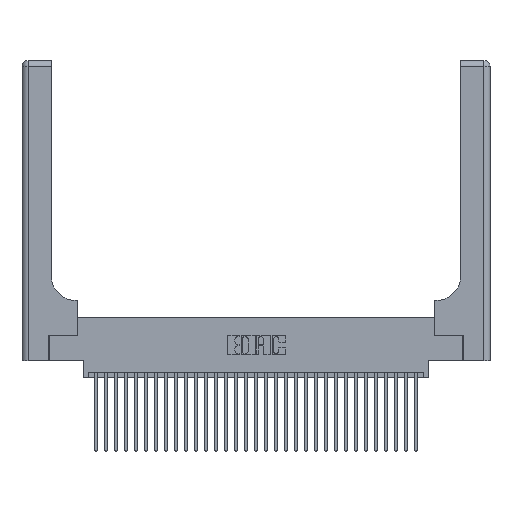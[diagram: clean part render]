
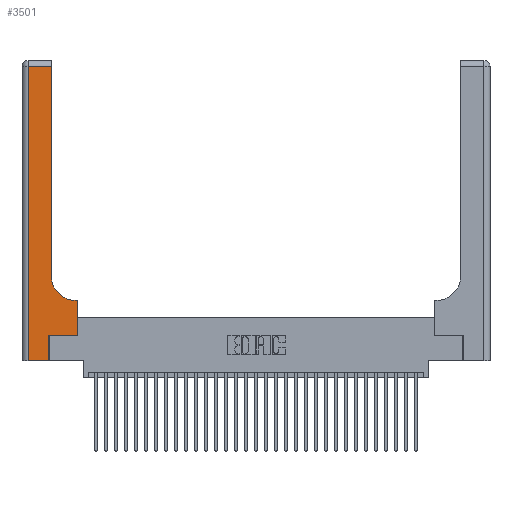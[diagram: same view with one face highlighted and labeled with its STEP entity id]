
A CAD part, top view. The second image highlights one B-rep face of the part: STEP entity #3501.
In plain terms, the highlighted planar face has unit normal (0, 0, 1).
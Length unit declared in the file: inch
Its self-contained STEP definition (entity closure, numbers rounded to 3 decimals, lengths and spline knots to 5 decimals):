
#485 = CIRCLE ( 'NONE', #15157, 0.25 ) ;
#543 = PLANE ( 'NONE',  #28741 ) ;
#769 = CARTESIAN_POINT ( 'NONE',  ( 0.5585, 0.25, 0.37 ) ) ;
#1192 = ORIENTED_EDGE ( 'NONE', *, *, #25848, .T. ) ;
#1273 = EDGE_LOOP ( 'NONE', ( #24414, #20138, #3807, #32166, #6539, #11924, #1192, #11425, #14982 ) ) ;
#1544 = LINE ( 'NONE', #12021, #27394 ) ;
#1683 = CARTESIAN_POINT ( 'NONE',  ( 0.269, 0.25, 0.37 ) ) ;
#2133 = CARTESIAN_POINT ( 'NONE',  ( 0.06, 0., 0.37 ) ) ;
#2537 = EDGE_CURVE ( 'NONE', #7251, #13397, #13331, .T. ) ;
#3260 = EDGE_CURVE ( 'NONE', #6116, #30775, #1544, .T. ) ;
#3501 = ADVANCED_FACE ( 'NONE', ( #23063 ), #543, .F. ) ;
#3807 = ORIENTED_EDGE ( 'NONE', *, *, #20392, .T. ) ;
#4207 = LINE ( 'NONE', #12190, #20268 ) ;
#4640 = DIRECTION ( 'NONE',  ( 0., 1., 0. ) ) ;
#5538 = CARTESIAN_POINT ( 'NONE',  ( 0.269, 0., 0.37 ) ) ;
#5697 = CARTESIAN_POINT ( 'NONE',  ( 0.2915, 0.85, 0.37 ) ) ;
#5893 = EDGE_CURVE ( 'NONE', #30775, #7251, #17399, .T. ) ;
#6116 = VERTEX_POINT ( 'NONE', #2133 ) ;
#6166 = CARTESIAN_POINT ( 'NONE',  ( 0., 2.94, 0.37 ) ) ;
#6180 = VECTOR ( 'NONE', #20243, 39.37008 ) ;
#6539 = ORIENTED_EDGE ( 'NONE', *, *, #5893, .T. ) ;
#7251 = VERTEX_POINT ( 'NONE', #8490 ) ;
#7948 = EDGE_CURVE ( 'NONE', #21239, #25629, #485, .T. ) ;
#8072 = DIRECTION ( 'NONE',  ( -1., 0., 0. ) ) ;
#8490 = CARTESIAN_POINT ( 'NONE',  ( 0.269, 0.25, 0.37 ) ) ;
#9202 = CARTESIAN_POINT ( 'NONE',  ( 0.2915, 2.94, 0.37 ) ) ;
#9937 = EDGE_CURVE ( 'NONE', #23314, #21239, #26179, .T. ) ;
#10474 = CARTESIAN_POINT ( 'NONE',  ( 0.2915, 0.6, 0.37 ) ) ;
#10799 = CARTESIAN_POINT ( 'NONE',  ( 0., 3., 0.37 ) ) ;
#11335 = DIRECTION ( 'NONE',  ( 0., 1., 0. ) ) ;
#11425 = ORIENTED_EDGE ( 'NONE', *, *, #9937, .T. ) ;
#11924 = ORIENTED_EDGE ( 'NONE', *, *, #2537, .T. ) ;
#12021 = CARTESIAN_POINT ( 'NONE',  ( 0., 0., 0.37 ) ) ;
#12190 = CARTESIAN_POINT ( 'NONE',  ( 0.5585, 0.25, 0.37 ) ) ;
#12809 = LINE ( 'NONE', #18780, #29313 ) ;
#13331 = LINE ( 'NONE', #1683, #27830 ) ;
#13379 = DIRECTION ( 'NONE',  ( 0., 1., 0. ) ) ;
#13397 = VERTEX_POINT ( 'NONE', #769 ) ;
#13933 = CARTESIAN_POINT ( 'NONE',  ( 0.5415, 0.85, 0.37 ) ) ;
#14300 = LINE ( 'NONE', #22230, #15452 ) ;
#14885 = DIRECTION ( 'NONE',  ( 0., -1., 0. ) ) ;
#14982 = ORIENTED_EDGE ( 'NONE', *, *, #7948, .T. ) ;
#15157 = AXIS2_PLACEMENT_3D ( 'NONE', #13933, #26751, #26533 ) ;
#15452 = VECTOR ( 'NONE', #14885, 39.37008 ) ;
#16137 = CARTESIAN_POINT ( 'NONE',  ( 0.5585, 0.6, 0.37 ) ) ;
#16826 = VERTEX_POINT ( 'NONE', #23502 ) ;
#16921 = CARTESIAN_POINT ( 'NONE',  ( 0.269, 0., 0.37 ) ) ;
#17399 = LINE ( 'NONE', #5538, #22114 ) ;
#18780 = CARTESIAN_POINT ( 'NONE',  ( 0.2915, 3., 0.37 ) ) ;
#19741 = LINE ( 'NONE', #6166, #20895 ) ;
#20138 = ORIENTED_EDGE ( 'NONE', *, *, #21121, .T. ) ;
#20243 = DIRECTION ( 'NONE',  ( -1., 0., 0. ) ) ;
#20268 = VECTOR ( 'NONE', #4640, 39.37008 ) ;
#20392 = EDGE_CURVE ( 'NONE', #16826, #6116, #14300, .T. ) ;
#20895 = VECTOR ( 'NONE', #28739, 39.37008 ) ;
#21121 = EDGE_CURVE ( 'NONE', #24114, #16826, #19741, .T. ) ;
#21239 = VERTEX_POINT ( 'NONE', #22779 ) ;
#22113 = DIRECTION ( 'NONE',  ( 1., 0., 0. ) ) ;
#22114 = VECTOR ( 'NONE', #11335, 39.37008 ) ;
#22230 = CARTESIAN_POINT ( 'NONE',  ( 0.06, 3., 0.37 ) ) ;
#22779 = CARTESIAN_POINT ( 'NONE',  ( 0.5415, 0.6, 0.37 ) ) ;
#23063 = FACE_OUTER_BOUND ( 'NONE', #1273, .T. ) ;
#23314 = VERTEX_POINT ( 'NONE', #16137 ) ;
#23502 = CARTESIAN_POINT ( 'NONE',  ( 0.06, 2.94, 0.37 ) ) ;
#24114 = VERTEX_POINT ( 'NONE', #9202 ) ;
#24414 = ORIENTED_EDGE ( 'NONE', *, *, #25009, .T. ) ;
#25009 = EDGE_CURVE ( 'NONE', #25629, #24114, #12809, .T. ) ;
#25496 = DIRECTION ( 'NONE',  ( 0., 0., -1. ) ) ;
#25629 = VERTEX_POINT ( 'NONE', #5697 ) ;
#25848 = EDGE_CURVE ( 'NONE', #13397, #23314, #4207, .T. ) ;
#26179 = LINE ( 'NONE', #10474, #6180 ) ;
#26533 = DIRECTION ( 'NONE',  ( 1., 0., 0. ) ) ;
#26751 = DIRECTION ( 'NONE',  ( 0., 0., -1. ) ) ;
#26769 = DIRECTION ( 'NONE',  ( 1., 0., 0. ) ) ;
#27394 = VECTOR ( 'NONE', #22113, 39.37008 ) ;
#27830 = VECTOR ( 'NONE', #26769, 39.37008 ) ;
#28739 = DIRECTION ( 'NONE',  ( -1., 0., 0. ) ) ;
#28741 = AXIS2_PLACEMENT_3D ( 'NONE', #10799, #25496, #8072 ) ;
#29313 = VECTOR ( 'NONE', #13379, 39.37008 ) ;
#30775 = VERTEX_POINT ( 'NONE', #16921 ) ;
#32166 = ORIENTED_EDGE ( 'NONE', *, *, #3260, .T. ) ;
